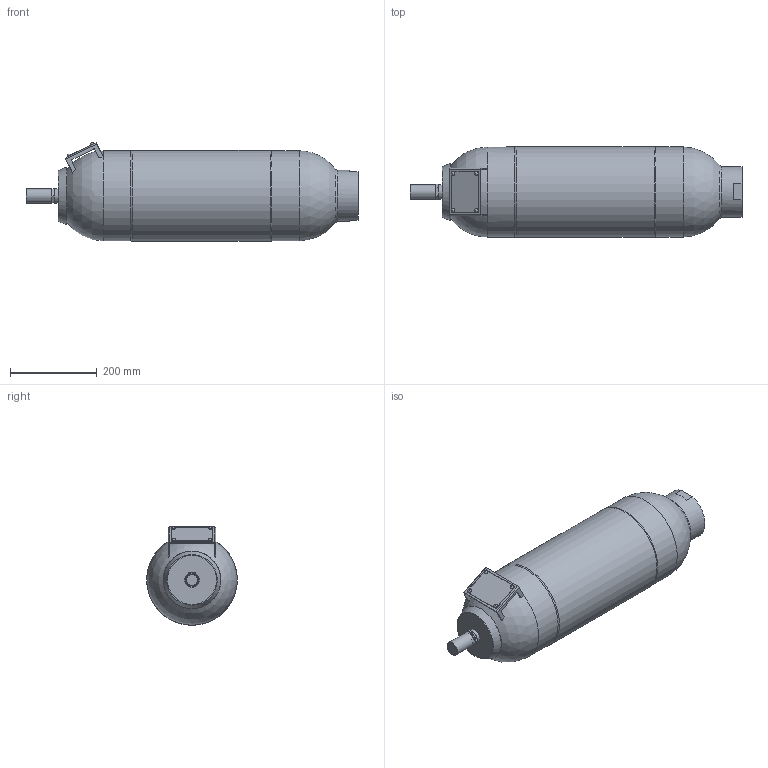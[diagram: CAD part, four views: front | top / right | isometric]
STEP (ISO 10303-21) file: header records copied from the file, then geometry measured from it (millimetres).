
FILE_DESCRIPTION((''),'2;1');
FILE_NAME('EBV_20L_40_90.stp','2011-03-04T14:01:35',('laurent.simeon'),(''),'Autodesk Inventor 2011','Autodesk Inventor 2011','');
FILE_SCHEMA(('AUTOMOTIVE_DESIGN { 1 0 10303 214 1 1 1 1 }'));
Length unit declared in the file: millimetre
Products named in the file (21): EBV_20L_40_90; CA107563-00190; FOND HEMISPHERIQUE COTE GAZ; FOND HMISPHRIQUE COT FLUIDE; VIROLE ; CB105641-00100; SOUDURE-1; SOUDURE-2; SOUDURE-3; PLAQUE FIRME; RIVET; PF109115-05200; RI109116-00200; EC102958-00200; BP102851-00200; BOUCHON DE PROTECTION; BOUCHON PLASTIQUE
Assembly tree (23 placements, depth 4):
  EBV_20L_40_90
    CA107563-00190
      FOND HEMISPHERIQUE COTE GAZ
      FOND HMISPHRIQUE COT FLUIDE
      VIROLE 
      CB105641-00100
        CB105641-00100
      SOUDURE-1
      SOUDURE-2
      SOUDURE-3
      PLAQUE FIRME
      RIVET  x4
    PF109115-05200
      PF109115-05200
    RI109116-00200
      RI109116-00200
    EC102958-00200
      EC102958-00200
    BP102851-00200
      BOUCHON DE PROTECTION
      BOUCHON PLASTIQUE
Bounding box: 767.2 x 210.04 x 228.15 mm (x, y, z)
Volume: 2115947.4 mm3; surface area: 989609.8 mm2
Topology: 17 solids, 17 shells, 163 faces, 377 edges, 243 vertices
Faces by surface type: plane 61, cylinder 52, cone 28, sphere 12, torus 9, bspline 1
Full cylindrical faces by diameter (mm): 5 x4, 5.2 x4, 5.4 x4, 20.68 x1, 22.5 x2, 25 x1, 28.5 x2, 29.5 x1, 30.05 x1, 31 x1, 33 x1, 33.6 x1, 91.6 x1, 96.6 x2, 97.372 x1, 100.5 x2, 118 x3, 200 x3, 208 x2, 210 x1
Entity records: 4450 total; most frequent: DIRECTION 776, CARTESIAN_POINT 690, ORIENTED_EDGE 500, AXIS2_PLACEMENT_3D 347, EDGE_LOOP 260, EDGE_CURVE 250, VERTEX_POINT 198, CIRCLE 154
